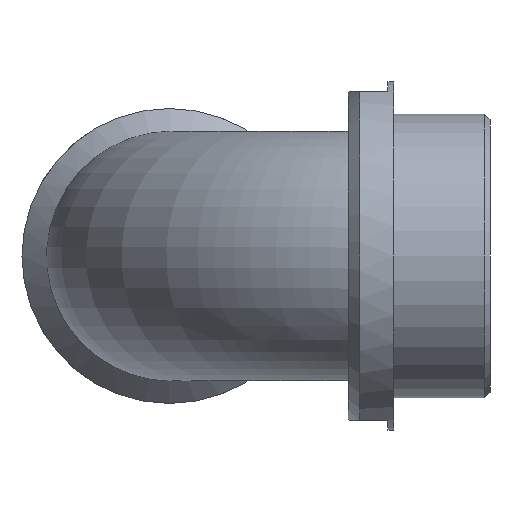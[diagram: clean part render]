
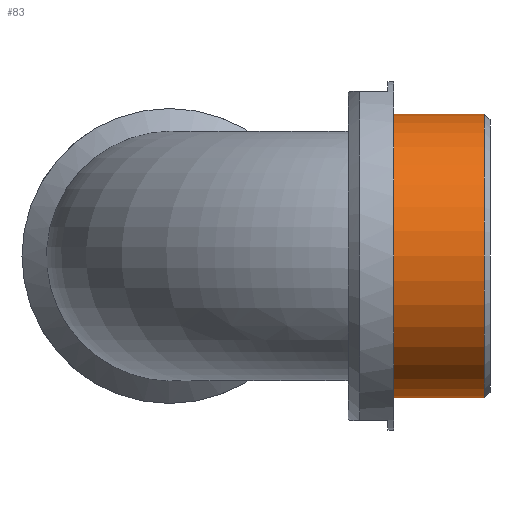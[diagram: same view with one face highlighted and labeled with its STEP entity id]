
A CAD part, left-side view. The second image highlights one B-rep face of the part: STEP entity #83.
In plain terms, the highlighted cylindrical face has radius 25 mm (diameter 50 mm), a full revolution.
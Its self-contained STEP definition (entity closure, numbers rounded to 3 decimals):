
#83 = ADVANCED_FACE( '', ( #160, #161 ), #162, .T. );
#160 = FACE_OUTER_BOUND( '', #305, .T. );
#161 = FACE_OUTER_BOUND( '', #306, .T. );
#162 = CYLINDRICAL_SURFACE( '', #307, 25. );
#305 = EDGE_LOOP( '', ( #514 ) );
#306 = EDGE_LOOP( '', ( #515 ) );
#307 = AXIS2_PLACEMENT_3D( '', #516, #517, #518 );
#514 = ORIENTED_EDGE( '', *, *, #922, .T. );
#515 = ORIENTED_EDGE( '', *, *, #923, .T. );
#516 = CARTESIAN_POINT( '', ( 7.25, 8.5, 0. ) );
#517 = DIRECTION( '', ( 0., -1., 0. ) );
#518 = DIRECTION( '', ( 0., 0., 1. ) );
#922 = EDGE_CURVE( '', #1103, #1103, #1104, .F. );
#923 = EDGE_CURVE( '', #1105, #1105, #1106, .T. );
#1103 = VERTEX_POINT( '', #1587 );
#1104 = CIRCLE( '', #1588, 25. );
#1105 = VERTEX_POINT( '', #1589 );
#1106 = CIRCLE( '', #1590, 25. );
#1587 = CARTESIAN_POINT( '', ( 7.25, 8.5, 25. ) );
#1588 = AXIS2_PLACEMENT_3D( '', #1954, #1955, #1956 );
#1589 = CARTESIAN_POINT( '', ( 7.25, -7.5, 25. ) );
#1590 = AXIS2_PLACEMENT_3D( '', #1957, #1958, #1959 );
#1954 = CARTESIAN_POINT( '', ( 7.25, 8.5, 0. ) );
#1955 = DIRECTION( '', ( 0., 1., 0. ) );
#1956 = DIRECTION( '', ( 0., 0., 1. ) );
#1957 = CARTESIAN_POINT( '', ( 7.25, -7.5, 0. ) );
#1958 = DIRECTION( '', ( 0., 1., 0. ) );
#1959 = DIRECTION( '', ( 0., 0., 1. ) );
